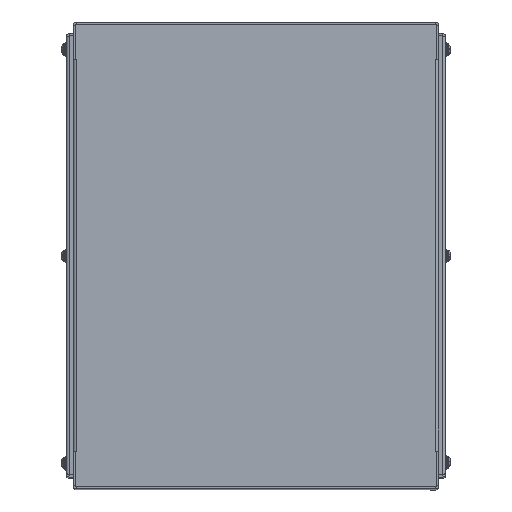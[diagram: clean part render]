
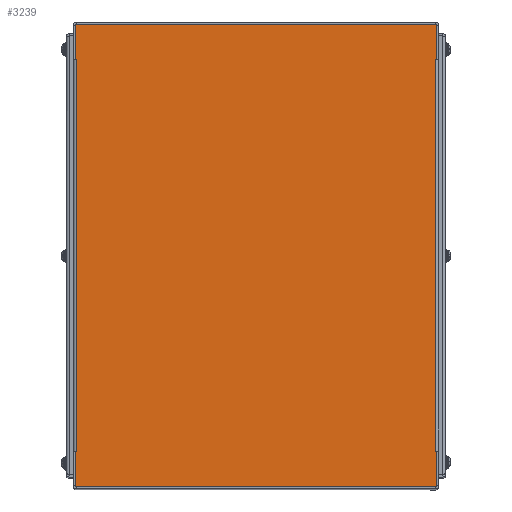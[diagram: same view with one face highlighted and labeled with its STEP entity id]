
A CAD part, top view. The second image highlights one B-rep face of the part: STEP entity #3239.
In plain terms, the highlighted planar face has unit normal (0, 0, 1).
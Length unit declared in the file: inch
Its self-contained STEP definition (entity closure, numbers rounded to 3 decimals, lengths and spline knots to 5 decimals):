
#378=LINE('',#4824,#602);
#393=LINE('',#4860,#617);
#396=LINE('',#4867,#620);
#400=LINE('',#4874,#624);
#402=LINE('',#4878,#626);
#403=LINE('',#4880,#627);
#404=LINE('',#4882,#628);
#405=LINE('',#4884,#629);
#406=LINE('',#4886,#630);
#407=LINE('',#4888,#631);
#408=LINE('',#4890,#632);
#409=LINE('',#4892,#633);
#410=LINE('',#4894,#634);
#411=LINE('',#4896,#635);
#412=LINE('',#4898,#636);
#413=LINE('',#4900,#637);
#414=LINE('',#4902,#638);
#415=LINE('',#4904,#639);
#416=LINE('',#4906,#640);
#417=LINE('',#4907,#641);
#602=VECTOR('',#3850,13.515);
#617=VECTOR('',#3889,0.0002);
#620=VECTOR('',#3894,0.03145);
#624=VECTOR('',#3900,0.0002);
#626=VECTOR('',#3904,0.0002);
#627=VECTOR('',#3905,0.0002);
#628=VECTOR('',#3906,0.03145);
#629=VECTOR('',#3907,1.2308);
#630=VECTOR('',#3908,12.477);
#631=VECTOR('',#3909,1.2308);
#632=VECTOR('',#3910,0.03145);
#633=VECTOR('',#3911,0.0002);
#634=VECTOR('',#3912,0.0002);
#635=VECTOR('',#3913,13.515);
#636=VECTOR('',#3914,0.0002);
#637=VECTOR('',#3915,0.0002);
#638=VECTOR('',#3916,0.03145);
#639=VECTOR('',#3917,1.2308);
#640=VECTOR('',#3918,12.477);
#641=VECTOR('',#3919,1.2308);
#1057=PLANE('',#3453);
#1179=FACE_OUTER_BOUND('',#1379,.T.);
#1379=EDGE_LOOP('',(#2459,#2460,#2461,#2462,#2463,#2464,#2465,#2466,#2467,
#2468,#2469,#2470,#2471,#2472,#2473,#2474,#2475,#2476,#2477,#2478));
#1730=VERTEX_POINT('',#4821);
#1731=VERTEX_POINT('',#4823);
#1740=VERTEX_POINT('',#4859);
#1742=VERTEX_POINT('',#4865);
#1743=VERTEX_POINT('',#4866);
#1746=VERTEX_POINT('',#4877);
#1747=VERTEX_POINT('',#4879);
#1748=VERTEX_POINT('',#4881);
#1749=VERTEX_POINT('',#4883);
#1750=VERTEX_POINT('',#4885);
#1751=VERTEX_POINT('',#4887);
#1752=VERTEX_POINT('',#4889);
#1753=VERTEX_POINT('',#4891);
#1754=VERTEX_POINT('',#4893);
#1755=VERTEX_POINT('',#4895);
#1756=VERTEX_POINT('',#4897);
#1757=VERTEX_POINT('',#4899);
#1758=VERTEX_POINT('',#4901);
#1759=VERTEX_POINT('',#4903);
#1760=VERTEX_POINT('',#4905);
#1996=EDGE_CURVE('',#1731,#1730,#378,.T.);
#2014=EDGE_CURVE('',#1740,#1731,#393,.T.);
#2017=EDGE_CURVE('',#1742,#1743,#396,.T.);
#2021=EDGE_CURVE('',#1743,#1740,#400,.T.);
#2023=EDGE_CURVE('',#1730,#1746,#402,.T.);
#2024=EDGE_CURVE('',#1746,#1747,#403,.T.);
#2025=EDGE_CURVE('',#1747,#1748,#404,.T.);
#2026=EDGE_CURVE('',#1749,#1748,#405,.T.);
#2027=EDGE_CURVE('',#1750,#1749,#406,.T.);
#2028=EDGE_CURVE('',#1751,#1750,#407,.T.);
#2029=EDGE_CURVE('',#1751,#1752,#408,.T.);
#2030=EDGE_CURVE('',#1752,#1753,#409,.T.);
#2031=EDGE_CURVE('',#1753,#1754,#410,.T.);
#2032=EDGE_CURVE('',#1754,#1755,#411,.T.);
#2033=EDGE_CURVE('',#1755,#1756,#412,.T.);
#2034=EDGE_CURVE('',#1756,#1757,#413,.T.);
#2035=EDGE_CURVE('',#1757,#1758,#414,.T.);
#2036=EDGE_CURVE('',#1759,#1758,#415,.T.);
#2037=EDGE_CURVE('',#1760,#1759,#416,.T.);
#2038=EDGE_CURVE('',#1742,#1760,#417,.T.);
#2459=ORIENTED_EDGE('',*,*,#2017,.T.);
#2460=ORIENTED_EDGE('',*,*,#2021,.T.);
#2461=ORIENTED_EDGE('',*,*,#2014,.T.);
#2462=ORIENTED_EDGE('',*,*,#1996,.T.);
#2463=ORIENTED_EDGE('',*,*,#2023,.T.);
#2464=ORIENTED_EDGE('',*,*,#2024,.T.);
#2465=ORIENTED_EDGE('',*,*,#2025,.T.);
#2466=ORIENTED_EDGE('',*,*,#2026,.F.);
#2467=ORIENTED_EDGE('',*,*,#2027,.F.);
#2468=ORIENTED_EDGE('',*,*,#2028,.F.);
#2469=ORIENTED_EDGE('',*,*,#2029,.T.);
#2470=ORIENTED_EDGE('',*,*,#2030,.T.);
#2471=ORIENTED_EDGE('',*,*,#2031,.T.);
#2472=ORIENTED_EDGE('',*,*,#2032,.T.);
#2473=ORIENTED_EDGE('',*,*,#2033,.T.);
#2474=ORIENTED_EDGE('',*,*,#2034,.T.);
#2475=ORIENTED_EDGE('',*,*,#2035,.T.);
#2476=ORIENTED_EDGE('',*,*,#2036,.F.);
#2477=ORIENTED_EDGE('',*,*,#2037,.F.);
#2478=ORIENTED_EDGE('',*,*,#2038,.F.);
#3239=ADVANCED_FACE('',(#1179),#1057,.T.);
#3453=AXIS2_PLACEMENT_3D('',#4876,#3902,#3903);
#3850=DIRECTION('',(0.,-1.,0.));
#3889=DIRECTION('',(-1.,0.,0.));
#3894=DIRECTION('',(1.,0.,0.));
#3900=DIRECTION('',(0.,-1.,0.));
#3902=DIRECTION('center_axis',(0.,0.,1.));
#3903=DIRECTION('ref_axis',(1.,0.,0.));
#3904=DIRECTION('',(1.,0.,0.));
#3905=DIRECTION('',(0.,-1.,0.));
#3906=DIRECTION('',(-1.,0.,0.));
#3907=DIRECTION('',(0.,1.,0.));
#3908=DIRECTION('',(-1.,0.,0.));
#3909=DIRECTION('',(0.,-1.,0.));
#3910=DIRECTION('',(-1.,0.,0.));
#3911=DIRECTION('',(0.,1.,0.));
#3912=DIRECTION('',(1.,0.,0.));
#3913=DIRECTION('',(0.,1.,0.));
#3914=DIRECTION('',(-1.,0.,0.));
#3915=DIRECTION('',(0.,1.,0.));
#3916=DIRECTION('',(1.,0.,0.));
#3917=DIRECTION('',(0.,-1.,0.));
#3918=DIRECTION('',(1.,0.,0.));
#3919=DIRECTION('',(0.,1.,0.));
#4821=CARTESIAN_POINT('',(-6.20725,-6.7575,0.074));
#4823=CARTESIAN_POINT('',(-6.20725,6.7575,0.074));
#4824=CARTESIAN_POINT('',(-6.20725,3.37875,0.074));
#4859=CARTESIAN_POINT('',(-6.20705,6.7575,0.074));
#4860=CARTESIAN_POINT('',(-3.10353,6.7575,0.074));
#4865=CARTESIAN_POINT('',(-6.2385,6.7577,0.074));
#4866=CARTESIAN_POINT('',(-6.20705,6.7577,0.074));
#4867=CARTESIAN_POINT('',(-3.11925,6.7577,0.074));
#4874=CARTESIAN_POINT('',(-6.20705,3.37885,0.074));
#4876=CARTESIAN_POINT('Origin',(0.,0.,
0.074));
#4877=CARTESIAN_POINT('',(-6.20705,-6.7575,0.074));
#4878=CARTESIAN_POINT('',(-3.11925,-6.7575,0.074));
#4879=CARTESIAN_POINT('',(-6.20705,-6.7577,0.074));
#4880=CARTESIAN_POINT('',(-6.20705,-3.37875,0.074));
#4881=CARTESIAN_POINT('',(-6.2385,-6.7577,0.074));
#4882=CARTESIAN_POINT('',(-3.10353,-6.7577,0.074));
#4883=CARTESIAN_POINT('',(-6.2385,-7.9885,0.074));
#4884=CARTESIAN_POINT('',(-6.2385,-7.9885,0.074));
#4885=CARTESIAN_POINT('',(6.2385,-7.9885,0.074));
#4886=CARTESIAN_POINT('',(6.2385,-7.9885,0.074));
#4887=CARTESIAN_POINT('',(6.2385,-6.7577,0.074));
#4888=CARTESIAN_POINT('',(6.2385,7.9885,0.074));
#4889=CARTESIAN_POINT('',(6.20705,-6.7577,0.074));
#4890=CARTESIAN_POINT('',(3.11925,-6.7577,0.074));
#4891=CARTESIAN_POINT('',(6.20705,-6.7575,0.074));
#4892=CARTESIAN_POINT('',(6.20705,-3.37885,0.074));
#4893=CARTESIAN_POINT('',(6.20725,-6.7575,0.074));
#4894=CARTESIAN_POINT('',(3.10353,-6.7575,0.074));
#4895=CARTESIAN_POINT('',(6.20725,6.7575,0.074));
#4896=CARTESIAN_POINT('',(6.20725,-3.37875,0.074));
#4897=CARTESIAN_POINT('',(6.20705,6.7575,0.074));
#4898=CARTESIAN_POINT('',(3.11925,6.7575,0.074));
#4899=CARTESIAN_POINT('',(6.20705,6.7577,0.074));
#4900=CARTESIAN_POINT('',(6.20705,3.37875,0.074));
#4901=CARTESIAN_POINT('',(6.2385,6.7577,0.074));
#4902=CARTESIAN_POINT('',(3.10353,6.7577,0.074));
#4903=CARTESIAN_POINT('',(6.2385,7.9885,0.074));
#4904=CARTESIAN_POINT('',(6.2385,7.9885,0.074));
#4905=CARTESIAN_POINT('',(-6.2385,7.9885,0.074));
#4906=CARTESIAN_POINT('',(-6.2385,7.9885,0.074));
#4907=CARTESIAN_POINT('',(-6.2385,-7.9885,0.074));
